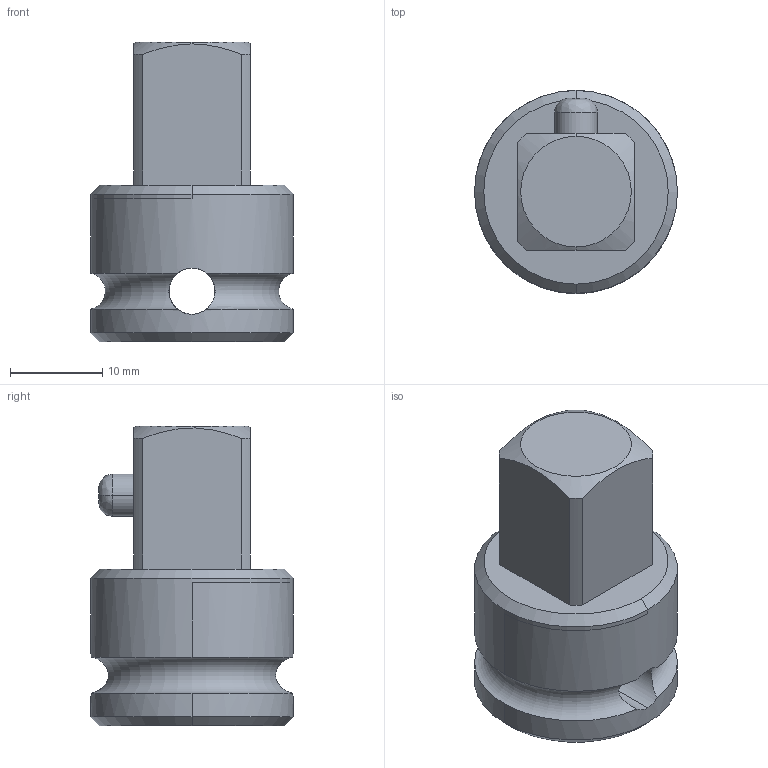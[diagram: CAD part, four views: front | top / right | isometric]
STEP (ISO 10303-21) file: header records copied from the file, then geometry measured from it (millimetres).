
FILE_DESCRIPTION((''),'2;1');
FILE_NAME('4027123531','2023-08-22T12:08:24',('A00565553'),(''),'CREO PARAMETRIC BY PTC INC, 2022414','CREO PARAMETRIC BY PTC INC, 2022414','');
FILE_SCHEMA(('CONFIG_CONTROL_DESIGN','GEOMETRIC_VALIDATION_PROPERTIES_MIM'));
Length unit declared in the file: millimetre
Products named in the file (1): 4027123531
Bounding box: 22 x 22 x 32.5 mm (x, y, z)
Volume: 6946.9 mm3; surface area: 3622.4 mm2
Topology: 2 solids, 3 shells, 67 faces, 167 edges, 105 vertices
Faces by surface type: cylinder 23, plane 22, cone 14, bspline 6, torus 2
Entity records: 4387 total; most frequent: CARTESIAN_POINT 2098, ORIENTED_EDGE 330, DIRECTION 308, PRESENTATION_STYLE_ASSIGNMENT 176, STYLED_ITEM 168, CURVE_STYLE 165, EDGE_CURVE 165, AXIS2_PLACEMENT_3D 124
